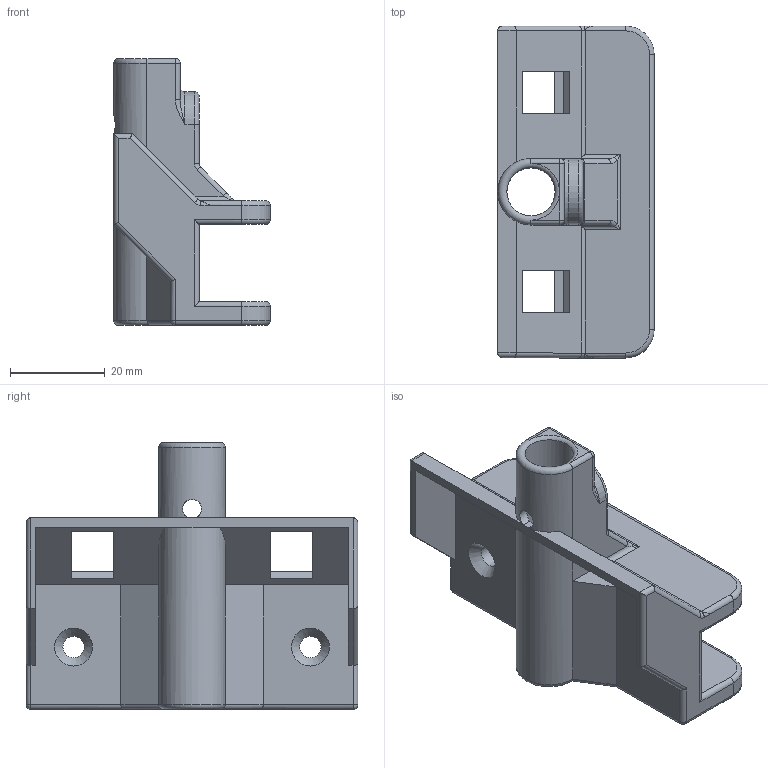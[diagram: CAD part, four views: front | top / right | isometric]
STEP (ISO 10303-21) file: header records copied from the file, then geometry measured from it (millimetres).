
FILE_DESCRIPTION(('STEP AP203'), '1');
FILE_NAME('êðåïëåíèå ê ñòîëó', '', ('UNSPECIFIED'), ('UNSPECIFIED'), 'C3D Converter', 'C3D Toolkit', '');
FILE_SCHEMA(('CONFIG_CONTROL_DESIGN'));
Length unit declared in the file: millimetre
Bounding box: 33 x 70 x 56.3 mm (x, y, z)
Volume: 30995.5 mm3; surface area: 16037.6 mm2
Topology: 1 solids, 1 shells, 135 faces, 337 edges, 189 vertices
Faces by surface type: cylinder 55, plane 44, torus 17, bspline 13, sphere 4, cone 2
Full cylindrical faces by diameter (mm): 4 x1, 4.5 x2, 10.2 x1
Entity records: 8757 total; most frequent: CARTESIAN_POINT 4659, ORIENTED_EDGE 632, DIRECTION 594, EDGE_CURVE 316, AXIS2_PLACEMENT_3D 213, VERTEX_POINT 190, LINE 168, VECTOR 168
